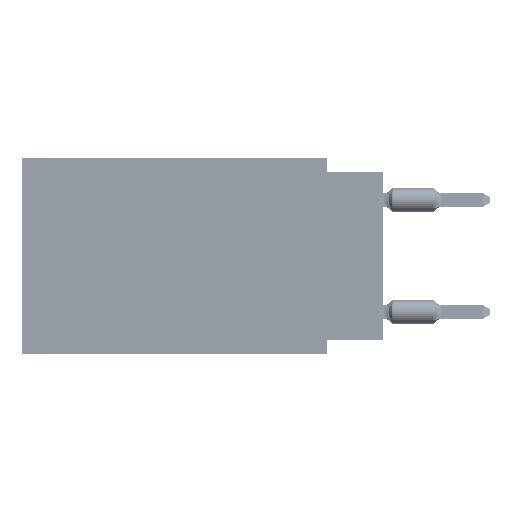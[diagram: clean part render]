
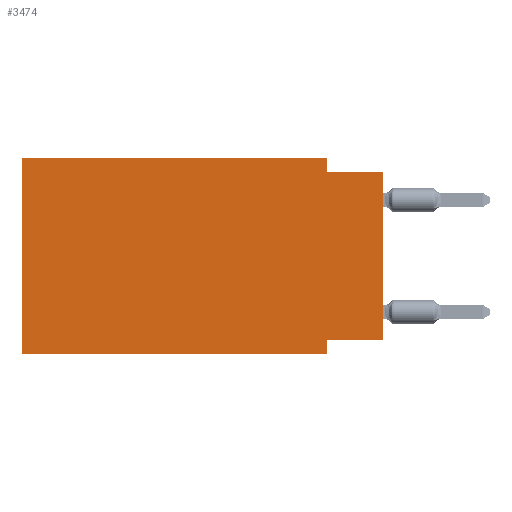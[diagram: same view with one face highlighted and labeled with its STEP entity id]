
A CAD part, left-side view. The second image highlights one B-rep face of the part: STEP entity #3474.
In plain terms, the highlighted planar face has unit normal (-1, 0, 0).
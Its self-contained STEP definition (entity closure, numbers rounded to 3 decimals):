
#849 = AXIS2_PLACEMENT_3D ( 'NONE', #54006, #2001, #16014 ) ;
#1152 = CARTESIAN_POINT ( 'NONE',  ( 0., 16.383, 0. ) ) ;
#1364 = DIRECTION ( 'NONE',  ( 0., 1., 0. ) ) ;
#1733 = ORIENTED_EDGE ( 'NONE', *, *, #23746, .T. ) ;
#1802 = CARTESIAN_POINT ( 'NONE',  ( 0., 0., -0.635 ) ) ;
#2001 = DIRECTION ( 'NONE',  ( 1., 0., 0. ) ) ;
#2014 = CARTESIAN_POINT ( 'NONE',  ( 0., 0., 0. ) ) ;
#3474 = ADVANCED_FACE ( 'NONE', ( #70513 ), #92550, .F. ) ;
#6250 = VECTOR ( 'NONE', #68644, 1000. ) ;
#7445 = LINE ( 'NONE', #22961, #43865 ) ;
#8166 = LINE ( 'NONE', #38658, #86690 ) ;
#15158 = LINE ( 'NONE', #1152, #6250 ) ;
#15322 = VECTOR ( 'NONE', #44168, 1000. ) ;
#16014 = DIRECTION ( 'NONE',  ( 0., 0., -1. ) ) ;
#18496 = DIRECTION ( 'NONE',  ( 0., 0., 1. ) ) ;
#21393 = VERTEX_POINT ( 'NONE', #83928 ) ;
#22961 = CARTESIAN_POINT ( 'NONE',  ( 0., 16.383, 0. ) ) ;
#23739 = ORIENTED_EDGE ( 'NONE', *, *, #89587, .T. ) ;
#23746 = EDGE_CURVE ( 'NONE', #77111, #77479, #93554, .T. ) ;
#24392 = LINE ( 'NONE', #78386, #40117 ) ;
#26097 = VERTEX_POINT ( 'NONE', #29516 ) ;
#27023 = EDGE_CURVE ( 'NONE', #77111, #26097, #90905, .T. ) ;
#29516 = CARTESIAN_POINT ( 'NONE',  ( 0., 2.54, -8.255 ) ) ;
#29671 = DIRECTION ( 'NONE',  ( 0., 0., -1. ) ) ;
#30695 = VERTEX_POINT ( 'NONE', #68936 ) ;
#30948 = DIRECTION ( 'NONE',  ( 0., -1., 0. ) ) ;
#32242 = ORIENTED_EDGE ( 'NONE', *, *, #97686, .F. ) ;
#35436 = EDGE_CURVE ( 'NONE', #83334, #77479, #91128, .T. ) ;
#36173 = CARTESIAN_POINT ( 'NONE',  ( 0., 16.383, -8.89 ) ) ;
#36594 = CARTESIAN_POINT ( 'NONE',  ( 0., 2.54, -8.89 ) ) ;
#38658 = CARTESIAN_POINT ( 'NONE',  ( 0., 2.54, -8.89 ) ) ;
#40117 = VECTOR ( 'NONE', #63860, 1000. ) ;
#40308 = CARTESIAN_POINT ( 'NONE',  ( 0., 2.54, -0.635 ) ) ;
#40897 = CARTESIAN_POINT ( 'NONE',  ( 0., 0., -8.255 ) ) ;
#43865 = VECTOR ( 'NONE', #30948, 1000. ) ;
#44168 = DIRECTION ( 'NONE',  ( 0., -1., 0. ) ) ;
#50674 = VECTOR ( 'NONE', #18496, 1000. ) ;
#52618 = ORIENTED_EDGE ( 'NONE', *, *, #27023, .F. ) ;
#54006 = CARTESIAN_POINT ( 'NONE',  ( 0., 16.383, 0. ) ) ;
#58684 = LINE ( 'NONE', #36173, #15322 ) ;
#63656 = VECTOR ( 'NONE', #1364, 1000. ) ;
#63860 = DIRECTION ( 'NONE',  ( 0., 0., -1. ) ) ;
#68577 = VECTOR ( 'NONE', #81654, 1000. ) ;
#68644 = DIRECTION ( 'NONE',  ( 0., 0., 1. ) ) ;
#68936 = CARTESIAN_POINT ( 'NONE',  ( 0., 2.54, 0. ) ) ;
#69191 = VERTEX_POINT ( 'NONE', #36594 ) ;
#70513 = FACE_OUTER_BOUND ( 'NONE', #98761, .T. ) ;
#74842 = EDGE_CURVE ( 'NONE', #84640, #21393, #15158, .T. ) ;
#77111 = VERTEX_POINT ( 'NONE', #40897 ) ;
#77479 = VERTEX_POINT ( 'NONE', #1802 ) ;
#78386 = CARTESIAN_POINT ( 'NONE',  ( 0., 2.54, 0. ) ) ;
#79750 = ORIENTED_EDGE ( 'NONE', *, *, #95750, .F. ) ;
#80812 = CARTESIAN_POINT ( 'NONE',  ( 0., 16.383, -8.89 ) ) ;
#81182 = EDGE_CURVE ( 'NONE', #21393, #30695, #7445, .T. ) ;
#81654 = DIRECTION ( 'NONE',  ( 0., -1., 0. ) ) ;
#83334 = VERTEX_POINT ( 'NONE', #40308 ) ;
#83397 = CARTESIAN_POINT ( 'NONE',  ( 0., 0., -8.255 ) ) ;
#83538 = ORIENTED_EDGE ( 'NONE', *, *, #81182, .F. ) ;
#83928 = CARTESIAN_POINT ( 'NONE',  ( 0., 16.383, 0. ) ) ;
#84640 = VERTEX_POINT ( 'NONE', #80812 ) ;
#86690 = VECTOR ( 'NONE', #29671, 1000. ) ;
#89587 = EDGE_CURVE ( 'NONE', #84640, #69191, #58684, .T. ) ;
#90416 = ORIENTED_EDGE ( 'NONE', *, *, #74842, .F. ) ;
#90905 = LINE ( 'NONE', #83397, #63656 ) ;
#91128 = LINE ( 'NONE', #96670, #68577 ) ;
#92550 = PLANE ( 'NONE',  #849 ) ;
#93554 = LINE ( 'NONE', #2014, #50674 ) ;
#94839 = ORIENTED_EDGE ( 'NONE', *, *, #35436, .F. ) ;
#95750 = EDGE_CURVE ( 'NONE', #30695, #83334, #24392, .T. ) ;
#96670 = CARTESIAN_POINT ( 'NONE',  ( 0., 0., -0.635 ) ) ;
#97686 = EDGE_CURVE ( 'NONE', #26097, #69191, #8166, .T. ) ;
#98761 = EDGE_LOOP ( 'NONE', ( #1733, #94839, #79750, #83538, #90416, #23739, #32242, #52618 ) ) ;
